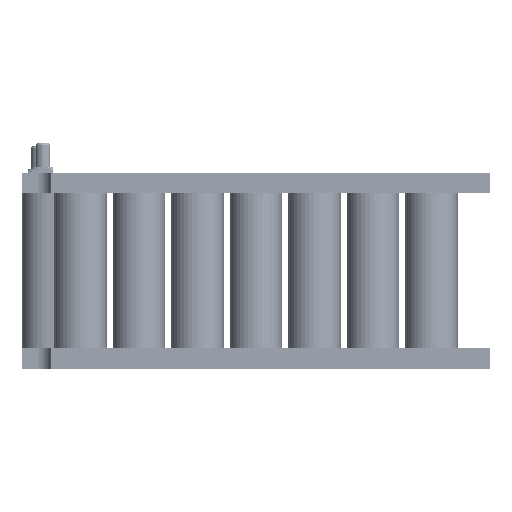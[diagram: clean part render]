
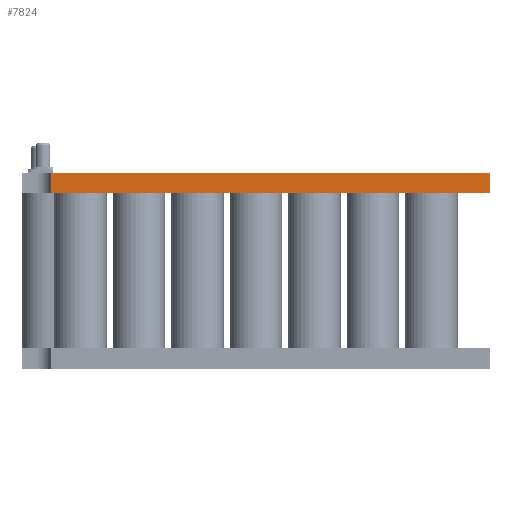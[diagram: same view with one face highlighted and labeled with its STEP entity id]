
A CAD part, front view. The second image highlights one B-rep face of the part: STEP entity #7824.
In plain terms, the highlighted face is planar.
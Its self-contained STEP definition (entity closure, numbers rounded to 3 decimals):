
#821=PLANE('',#8820);
#1073=LINE('',#11969,#1619);
#1078=LINE('',#12146,#1624);
#1086=LINE('',#12165,#1632);
#1094=LINE('',#12181,#1640);
#1619=VECTOR('',#9492,10.);
#1624=VECTOR('',#9669,10.);
#1632=VECTOR('',#9691,10.);
#1640=VECTOR('',#9709,10.);
#2556=FACE_OUTER_BOUND('',#3277,.T.);
#3277=EDGE_LOOP('',(#6911,#6912,#6913,#6914));
#3966=VERTEX_POINT('',#11966);
#3967=VERTEX_POINT('',#11968);
#4053=VERTEX_POINT('',#12144);
#4057=VERTEX_POINT('',#12164);
#4669=EDGE_CURVE('',#3967,#3966,#1073,.T.);
#4759=EDGE_CURVE('',#3966,#4053,#1078,.T.);
#4768=EDGE_CURVE('',#4057,#3967,#1086,.T.);
#4777=EDGE_CURVE('',#4057,#4053,#1094,.T.);
#6911=ORIENTED_EDGE('',*,*,#4768,.T.);
#6912=ORIENTED_EDGE('',*,*,#4669,.T.);
#6913=ORIENTED_EDGE('',*,*,#4759,.T.);
#6914=ORIENTED_EDGE('',*,*,#4777,.F.);
#7824=ADVANCED_FACE('',(#2556),#821,.T.);
#8820=AXIS2_PLACEMENT_3D('',#13105,#10886,#10887);
#9492=DIRECTION('',(1.,0.,0.));
#9669=DIRECTION('',(0.,1.,0.));
#9691=DIRECTION('',(0.,-1.,0.));
#9709=DIRECTION('',(1.,0.,0.));
#10886=DIRECTION('center_axis',(0.,0.,1.));
#10887=DIRECTION('ref_axis',(1.,0.,0.));
#11966=CARTESIAN_POINT('',(0.,0.,0.));
#11968=CARTESIAN_POINT('',(-150.,0.,0.));
#11969=CARTESIAN_POINT('',(-160.,0.,0.));
#12144=CARTESIAN_POINT('',(0.,7.,0.));
#12146=CARTESIAN_POINT('',(0.,0.,0.));
#12164=CARTESIAN_POINT('',(-150.,7.,0.));
#12165=CARTESIAN_POINT('',(-150.,3.5,0.));
#12181=CARTESIAN_POINT('',(-160.,7.,0.));
#13105=CARTESIAN_POINT('Origin',(-160.,0.,0.));
